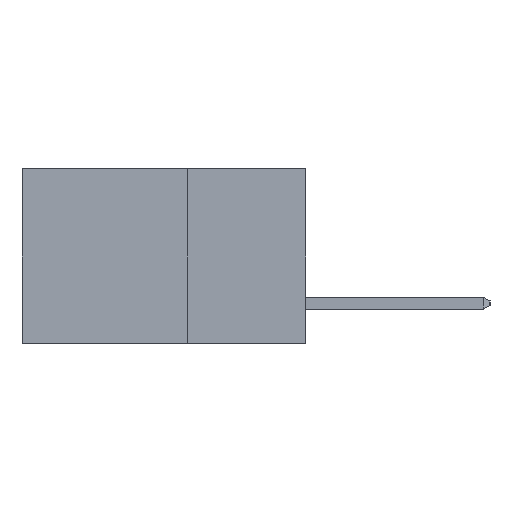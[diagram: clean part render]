
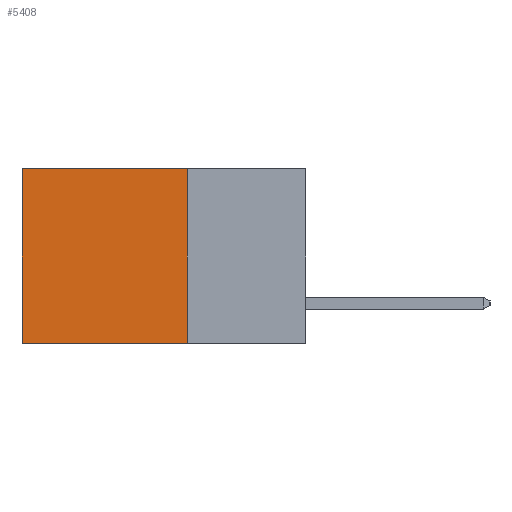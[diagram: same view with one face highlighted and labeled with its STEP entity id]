
A CAD part, left-side view. The second image highlights one B-rep face of the part: STEP entity #5408.
In plain terms, the highlighted planar face has unit normal (-1, 0, 0).
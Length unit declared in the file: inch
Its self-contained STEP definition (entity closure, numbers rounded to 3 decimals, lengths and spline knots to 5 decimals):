
#401 = VERTEX_POINT ( 'NONE', #17473 ) ;
#3840 = CARTESIAN_POINT ( 'NONE',  ( 0.2615, 0.25, -0.37 ) ) ;
#5353 = VECTOR ( 'NONE', #25467, 39.37008 ) ;
#5408 = ADVANCED_FACE ( 'NONE', ( #23342 ), #8809, .F. ) ;
#6872 = EDGE_CURVE ( 'NONE', #19374, #401, #14257, .T. ) ;
#7342 = CARTESIAN_POINT ( 'NONE',  ( 0.2615, 0.25, 0. ) ) ;
#7596 = CARTESIAN_POINT ( 'NONE',  ( 0.2615, 0.25, -0.37 ) ) ;
#8106 = DIRECTION ( 'NONE',  ( 0., 0., -1. ) ) ;
#8137 = DIRECTION ( 'NONE',  ( 1., 0., 0. ) ) ;
#8446 = VECTOR ( 'NONE', #13718, 39.37008 ) ;
#8809 = PLANE ( 'NONE',  #15396 ) ;
#9834 = VERTEX_POINT ( 'NONE', #17196 ) ;
#9921 = CARTESIAN_POINT ( 'NONE',  ( 0.2615, 0.25, -0.37 ) ) ;
#10261 = ORIENTED_EDGE ( 'NONE', *, *, #21141, .F. ) ;
#10269 = VECTOR ( 'NONE', #16225, 39.37008 ) ;
#10753 = LINE ( 'NONE', #7342, #5353 ) ;
#10896 = LINE ( 'NONE', #26096, #10269 ) ;
#12481 = ORIENTED_EDGE ( 'NONE', *, *, #15795, .T. ) ;
#13511 = ORIENTED_EDGE ( 'NONE', *, *, #19602, .F. ) ;
#13557 = VERTEX_POINT ( 'NONE', #9921 ) ;
#13718 = DIRECTION ( 'NONE',  ( 0., 1., 0. ) ) ;
#14257 = LINE ( 'NONE', #24432, #18949 ) ;
#15396 = AXIS2_PLACEMENT_3D ( 'NONE', #3840, #8137, #8106 ) ;
#15795 = EDGE_CURVE ( 'NONE', #9834, #19374, #10753, .T. ) ;
#16225 = DIRECTION ( 'NONE',  ( 0., 0., -1. ) ) ;
#17196 = CARTESIAN_POINT ( 'NONE',  ( 0.2615, 0.25, 0. ) ) ;
#17473 = CARTESIAN_POINT ( 'NONE',  ( 0.2615, 0.6, -0.37 ) ) ;
#18949 = VECTOR ( 'NONE', #24341, 39.37008 ) ;
#19374 = VERTEX_POINT ( 'NONE', #24922 ) ;
#19602 = EDGE_CURVE ( 'NONE', #13557, #401, #23788, .T. ) ;
#19887 = EDGE_LOOP ( 'NONE', ( #22655, #13511, #10261, #12481 ) ) ;
#21141 = EDGE_CURVE ( 'NONE', #9834, #13557, #10896, .T. ) ;
#22655 = ORIENTED_EDGE ( 'NONE', *, *, #6872, .T. ) ;
#23342 = FACE_OUTER_BOUND ( 'NONE', #19887, .T. ) ;
#23788 = LINE ( 'NONE', #7596, #8446 ) ;
#24341 = DIRECTION ( 'NONE',  ( 0., 0., -1. ) ) ;
#24432 = CARTESIAN_POINT ( 'NONE',  ( 0.2615, 0.6, -0.37 ) ) ;
#24922 = CARTESIAN_POINT ( 'NONE',  ( 0.2615, 0.6, 0. ) ) ;
#25467 = DIRECTION ( 'NONE',  ( 0., 1., 0. ) ) ;
#26096 = CARTESIAN_POINT ( 'NONE',  ( 0.2615, 0.25, -0.37 ) ) ;
